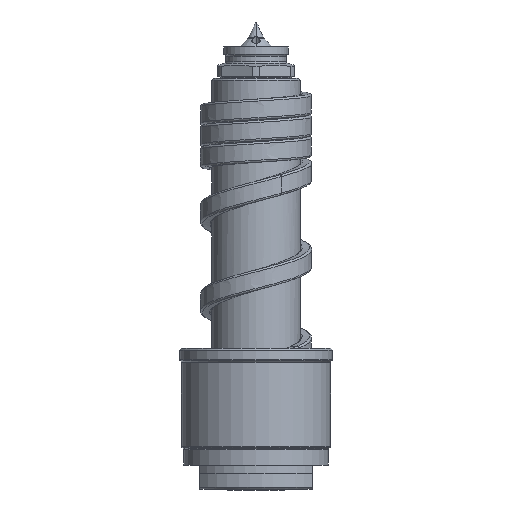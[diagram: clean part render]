
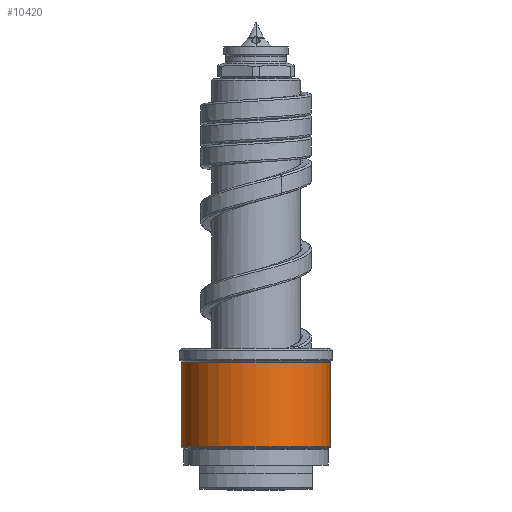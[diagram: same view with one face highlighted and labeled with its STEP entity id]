
A CAD part, front view. The second image highlights one B-rep face of the part: STEP entity #10420.
In plain terms, the highlighted cylindrical face has radius 18.5 mm (diameter 37 mm), a partial arc.
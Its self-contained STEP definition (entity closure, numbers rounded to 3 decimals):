
#3110=CARTESIAN_POINT('',(0.,0.,10.583));
#3111=DIRECTION('',(0.,0.,1.));
#3112=DIRECTION('',(-1.,0.,0.));
#3113=AXIS2_PLACEMENT_3D('',#3110,#3111,#3112);
#3115=DIRECTION('',(0.,0.,-1.));
#3116=VECTOR('',#3115,20.834);
#3117=CARTESIAN_POINT('',(-18.5,0.,31.417));
#3118=LINE('',#3117,#3116);
#3119=CARTESIAN_POINT('',(0.,0.,31.417));
#3120=DIRECTION('',(0.,0.,1.));
#3121=DIRECTION('',(-1.,0.,0.));
#3122=AXIS2_PLACEMENT_3D('',#3119,#3120,#3121);
#3124=DIRECTION('',(0.,0.,-1.));
#3125=VECTOR('',#3124,20.834);
#3126=CARTESIAN_POINT('',(18.5,0.,31.417));
#3127=LINE('',#3126,#3125);
#6215=CARTESIAN_POINT('',(18.5,0.,31.417));
#6216=CARTESIAN_POINT('',(-18.5,0.,31.417));
#6217=VERTEX_POINT('',#6215);
#6218=VERTEX_POINT('',#6216);
#6241=CARTESIAN_POINT('',(18.5,0.,10.583));
#6242=VERTEX_POINT('',#6241);
#6243=CARTESIAN_POINT('',(-18.5,0.,10.583));
#6244=VERTEX_POINT('',#6243);
#10408=CARTESIAN_POINT('',(0.,0.,8.75));
#10409=DIRECTION('',(0.,0.,1.));
#10410=DIRECTION('',(-1.,0.,0.));
#10411=AXIS2_PLACEMENT_3D('',#10408,#10409,#10410);
#10412=CYLINDRICAL_SURFACE('',#10411,18.5);
#10413=ORIENTED_EDGE('',*,*,#8459,.F.);
#10414=ORIENTED_EDGE('',*,*,#8440,.F.);
#10416=ORIENTED_EDGE('',*,*,#10415,.T.);
#10417=ORIENTED_EDGE('',*,*,#8436,.T.);
#10418=EDGE_LOOP('',(#10413,#10414,#10416,#10417));
#10419=FACE_OUTER_BOUND('',#10418,.F.);
#3114=CIRCLE('',#3113,18.5);
#3123=CIRCLE('',#3122,18.5);
#8436=EDGE_CURVE('',#6217,#6242,#3127,.T.);
#8440=EDGE_CURVE('',#6218,#6244,#3118,.T.);
#8459=EDGE_CURVE('',#6244,#6242,#3114,.T.);
#10415=EDGE_CURVE('',#6218,#6217,#3123,.T.);
#10420=ADVANCED_FACE('',(#10419),#10412,.T.);
